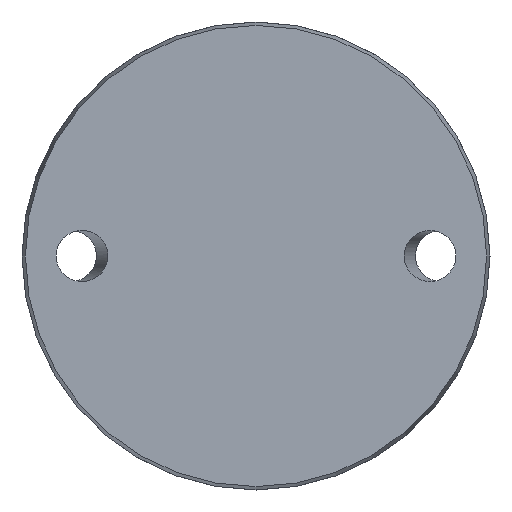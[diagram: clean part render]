
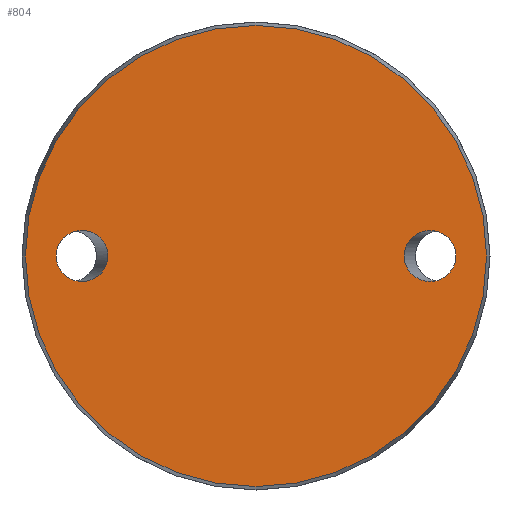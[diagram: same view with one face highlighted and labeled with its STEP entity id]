
A CAD part, front view. The second image highlights one B-rep face of the part: STEP entity #804.
In plain terms, the highlighted planar face has unit normal (0, -1, 0).
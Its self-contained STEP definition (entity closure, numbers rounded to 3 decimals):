
#6 = CARTESIAN_POINT ( 'NONE',  ( -24.691, 0., -8.5 ) ) ;
#14 = CARTESIAN_POINT ( 'NONE',  ( -33.309, 0., 0. ) ) ;
#77 = ORIENTED_EDGE ( 'NONE', *, *, #119, .T. ) ;
#96 = CARTESIAN_POINT ( 'NONE',  ( -33.309, 0., 0. ) ) ;
#104 = DIRECTION ( 'NONE',  ( 0., 0., 1. ) ) ;
#110 = PLANE ( 'NONE',  #888 ) ;
#119 = EDGE_CURVE ( 'NONE', #605, #605, #692, .T. ) ;
#170 = DIRECTION ( 'NONE',  ( 0., 1., 0. ) ) ;
#234 = CARTESIAN_POINT ( 'NONE',  ( -33.309, 0., 0. ) ) ;
#254 = CARTESIAN_POINT ( 'NONE',  ( 24.691, 0., 0. ) ) ;
#265 = CARTESIAN_POINT ( 'NONE',  ( 24.691, 0., 8.5 ) ) ;
#311 = FACE_BOUND ( 'NONE', #747, .T. ) ;
#329 = CARTESIAN_POINT ( 'NONE',  ( 24.691, 0., 0. ) ) ;
#331 = CIRCLE ( 'NONE', #721, 38.425 ) ;
#409 = ORIENTED_EDGE ( 'NONE', *, *, #521, .T. ) ;
#472 = CARTESIAN_POINT ( 'NONE',  ( 33.309, 0., 8.5 ) ) ;
#475 = VERTEX_POINT ( 'NONE', #329 ) ;
#479 = EDGE_LOOP ( 'NONE', ( #77 ) ) ;
#480 = CARTESIAN_POINT ( 'NONE',  ( 0., 0., -38.425 ) ) ;
#520 = DIRECTION ( 'NONE',  ( 0., 0., -1. ) ) ;
#521 = EDGE_CURVE ( 'NONE', #637, #637, #331, .T. ) ;
#528 = ORIENTED_EDGE ( 'NONE', *, *, #765, .F. ) ;
#541 = FACE_BOUND ( 'NONE', #479, .T. ) ;
#549 = CARTESIAN_POINT ( 'NONE',  ( 24.691, 0., 0. ) ) ;
#591 = CARTESIAN_POINT ( 'NONE',  ( -33.309, 0., 8.5 ) ) ;
#605 = VERTEX_POINT ( 'NONE', #234 ) ;
#606 = FACE_OUTER_BOUND ( 'NONE', #881, .T. ) ;
#614 = CARTESIAN_POINT ( 'NONE',  ( 24.691, 0., -8.5 ) ) ;
#629 = CARTESIAN_POINT ( 'NONE',  ( 33.309, 0., -8.5 ) ) ;
#637 = VERTEX_POINT ( 'NONE', #480 ) ;
#671 = DIRECTION ( 'NONE',  ( 0., -1., 0. ) ) ;
#692 =( BOUNDED_CURVE ( )  B_SPLINE_CURVE ( 3, ( #14, #591, #891, #742, #6, #901, #96 ),
 .UNSPECIFIED., .T., .T. ) 
 B_SPLINE_CURVE_WITH_KNOTS ( ( 4, 3, 4 ),
 ( 0., 3.142, 6.283 ),
 .UNSPECIFIED. ) 
 CURVE ( )  GEOMETRIC_REPRESENTATION_ITEM ( )  RATIONAL_B_SPLINE_CURVE ( ( 1., 0.333, 0.333, 1., 0.333, 0.333, 1. ) ) 
 REPRESENTATION_ITEM ( '' )  );
#721 = AXIS2_PLACEMENT_3D ( 'NONE', #900, #671, #520 ) ;
#742 = CARTESIAN_POINT ( 'NONE',  ( -24.691, 0., 0. ) ) ;
#747 = EDGE_LOOP ( 'NONE', ( #528 ) ) ;
#755 = CARTESIAN_POINT ( 'NONE',  ( 33.309, 0., 0. ) ) ;
#763 = CARTESIAN_POINT ( 'NONE',  ( -38.425, 0., 0. ) ) ;
#765 = EDGE_CURVE ( 'NONE', #475, #475, #853, .T. ) ;
#804 = ADVANCED_FACE ( 'NONE', ( #541, #311, #606 ), #110, .F. ) ;
#853 =( BOUNDED_CURVE ( )  B_SPLINE_CURVE ( 3, ( #254, #614, #629, #755, #472, #265, #549 ),
 .UNSPECIFIED., .T., .F. ) 
 B_SPLINE_CURVE_WITH_KNOTS ( ( 4, 3, 4 ),
 ( 0., 3.142, 6.283 ),
 .UNSPECIFIED. ) 
 CURVE ( )  GEOMETRIC_REPRESENTATION_ITEM ( )  RATIONAL_B_SPLINE_CURVE ( ( 1., 0.333, 0.333, 1., 0.333, 0.333, 1. ) ) 
 REPRESENTATION_ITEM ( '' )  );
#881 = EDGE_LOOP ( 'NONE', ( #409 ) ) ;
#888 = AXIS2_PLACEMENT_3D ( 'NONE', #763, #170, #104 ) ;
#891 = CARTESIAN_POINT ( 'NONE',  ( -24.691, 0., 8.5 ) ) ;
#900 = CARTESIAN_POINT ( 'NONE',  ( 0., 0., 0. ) ) ;
#901 = CARTESIAN_POINT ( 'NONE',  ( -33.309, 0., -8.5 ) ) ;
